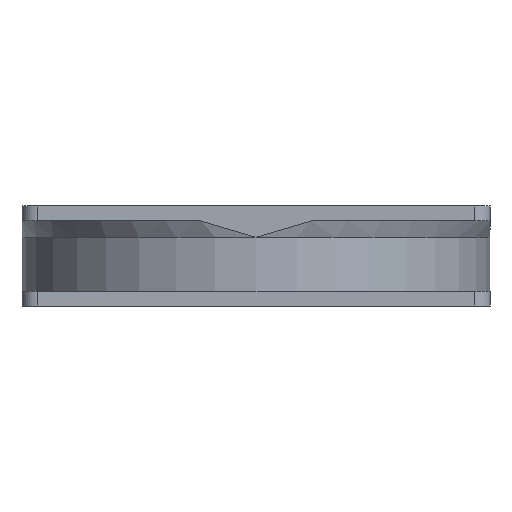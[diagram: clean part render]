
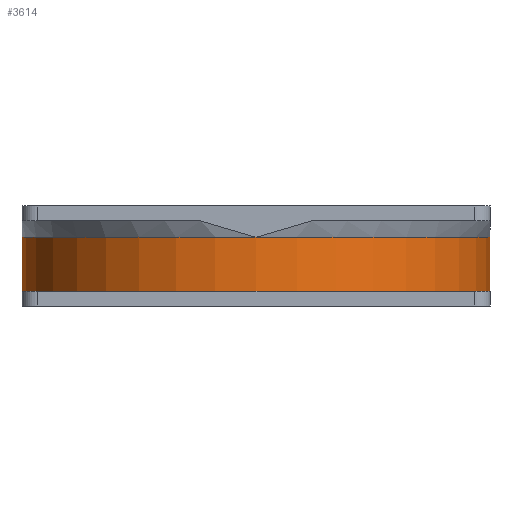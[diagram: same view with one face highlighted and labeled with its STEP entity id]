
A CAD part, front view. The second image highlights one B-rep face of the part: STEP entity #3614.
In plain terms, the highlighted cylindrical face has radius 59.9 mm (diameter 119.8 mm), a partial arc.
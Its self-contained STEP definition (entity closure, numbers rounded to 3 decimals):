
#250 = CARTESIAN_POINT ( 'NONE',  ( 0., 0., 3.8 ) ) ;
#252 = CARTESIAN_POINT ( 'NONE',  ( 0., 0., 17.6 ) ) ;
#256 = DIRECTION ( 'NONE',  ( 0., 0., 1. ) ) ;
#257 = DIRECTION ( 'NONE',  ( -1., 0., 0. ) ) ;
#259 = DIRECTION ( 'NONE',  ( 0., 0., 1. ) ) ;
#260 = DIRECTION ( 'NONE',  ( 1., 0., 0. ) ) ;
#266 = CARTESIAN_POINT ( 'NONE',  ( 0., 0., 17.6 ) ) ;
#267 = DIRECTION ( 'NONE',  ( 0., 0., 1. ) ) ;
#268 = DIRECTION ( 'NONE',  ( -1., 0., 0. ) ) ;
#269 = CARTESIAN_POINT ( 'NONE',  ( 0., 0., 3.8 ) ) ;
#276 = DIRECTION ( 'NONE',  ( 0., 0., 1. ) ) ;
#277 = DIRECTION ( 'NONE',  ( 1., 0., 0. ) ) ;
#968 = VERTEX_POINT ( 'NONE', #2579 ) ;
#1125 = CARTESIAN_POINT ( 'NONE',  ( 59.9, 0., 17.6 ) ) ;
#1127 = CARTESIAN_POINT ( 'NONE',  ( 59.9, 0., 3.8 ) ) ;
#1128 = CARTESIAN_POINT ( 'NONE',  ( -59.9, 0., 3.8 ) ) ;
#1129 = CARTESIAN_POINT ( 'NONE',  ( -59.9, 0., 17.6 ) ) ;
#1742 = VERTEX_POINT ( 'NONE', #4156 ) ;
#1917 = EDGE_CURVE ( 'NONE', #3332, #3331, #2665, .T. ) ;
#1919 = EDGE_CURVE ( 'NONE', #3327, #3329, #2659, .T. ) ;
#2264 = FACE_OUTER_BOUND ( 'NONE', #5374, .T. ) ;
#2267 = CYLINDRICAL_SURFACE ( 'NONE', #3163, 59.9 ) ;
#2579 = CARTESIAN_POINT ( 'NONE',  ( 0., -59.9, 3.8 ) ) ;
#2659 = LINE ( 'NONE', #2862, #2661 ) ;
#2661 = VECTOR ( 'NONE', #2863, 1000. ) ;
#2663 = VECTOR ( 'NONE', #2858, 1000. ) ;
#2665 = LINE ( 'NONE', #2844, #2663 ) ;
#2844 = CARTESIAN_POINT ( 'NONE',  ( -59.9, 0., 25.6 ) ) ;
#2858 = DIRECTION ( 'NONE',  ( 0., 0., -1. ) ) ;
#2862 = CARTESIAN_POINT ( 'NONE',  ( 59.9, 0., 25.6 ) ) ;
#2863 = DIRECTION ( 'NONE',  ( 0., 0., -1. ) ) ;
#3163 = AXIS2_PLACEMENT_3D ( 'NONE', #5328, #5316, #5323 ) ;
#3327 = VERTEX_POINT ( 'NONE', #1125 ) ;
#3329 = VERTEX_POINT ( 'NONE', #1127 ) ;
#3331 = VERTEX_POINT ( 'NONE', #1128 ) ;
#3332 = VERTEX_POINT ( 'NONE', #1129 ) ;
#3614 = ADVANCED_FACE ( 'NONE', ( #2264 ), #2267, .T. ) ;
#4156 = CARTESIAN_POINT ( 'NONE',  ( 0., -59.9, 17.6 ) ) ;
#4322 = CIRCLE ( 'NONE', #6116, 59.9 ) ;
#4323 = CIRCLE ( 'NONE', #6115, 59.9 ) ;
#4325 = CIRCLE ( 'NONE', #6117, 59.9 ) ;
#4331 = CIRCLE ( 'NONE', #6120, 59.9 ) ;
#4443 = ORIENTED_EDGE ( 'NONE', *, *, #5152, .T. ) ;
#4446 = ORIENTED_EDGE ( 'NONE', *, *, #5147, .T. ) ;
#4613 = ORIENTED_EDGE ( 'NONE', *, *, #1919, .F. ) ;
#4618 = ORIENTED_EDGE ( 'NONE', *, *, #5146, .F. ) ;
#4619 = ORIENTED_EDGE ( 'NONE', *, *, #5149, .F. ) ;
#4620 = ORIENTED_EDGE ( 'NONE', *, *, #1917, .T. ) ;
#5146 = EDGE_CURVE ( 'NONE', #1742, #3327, #4322, .T. ) ;
#5147 = EDGE_CURVE ( 'NONE', #3331, #968, #4323, .T. ) ;
#5149 = EDGE_CURVE ( 'NONE', #3332, #1742, #4325, .T. ) ;
#5152 = EDGE_CURVE ( 'NONE', #968, #3329, #4331, .T. ) ;
#5316 = DIRECTION ( 'NONE',  ( 0., 0., -1. ) ) ;
#5323 = DIRECTION ( 'NONE',  ( -1., 0., 0. ) ) ;
#5328 = CARTESIAN_POINT ( 'NONE',  ( 0., 0., 25.6 ) ) ;
#5374 = EDGE_LOOP ( 'NONE', ( #4613, #4618, #4619, #4620, #4446, #4443 ) ) ;
#6115 = AXIS2_PLACEMENT_3D ( 'NONE', #250, #259, #260 ) ;
#6116 = AXIS2_PLACEMENT_3D ( 'NONE', #252, #256, #257 ) ;
#6117 = AXIS2_PLACEMENT_3D ( 'NONE', #266, #267, #268 ) ;
#6120 = AXIS2_PLACEMENT_3D ( 'NONE', #269, #276, #277 ) ;
